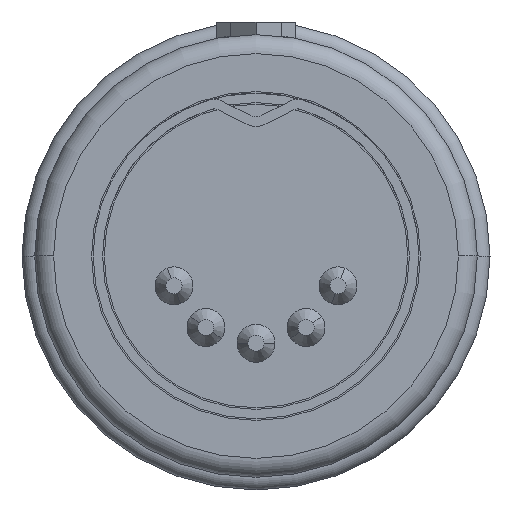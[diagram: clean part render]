
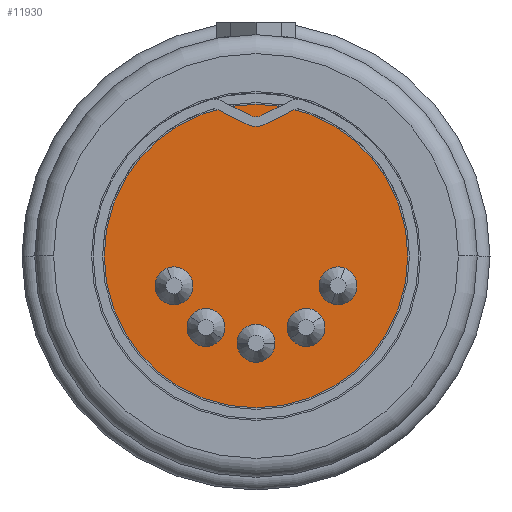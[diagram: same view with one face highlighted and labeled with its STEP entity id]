
A CAD part, front view. The second image highlights one B-rep face of the part: STEP entity #11930.
In plain terms, the highlighted face is planar.
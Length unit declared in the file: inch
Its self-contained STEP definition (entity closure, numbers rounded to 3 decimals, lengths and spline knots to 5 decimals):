
#1754 = AXIS2_PLACEMENT_3D ( 'NONE', #10236, #10232, #10238 ) ;
#2172 = EDGE_CURVE ( 'NONE', #3801, #3741, #4167, .T. ) ;
#2175 = EDGE_CURVE ( 'NONE', #3356, #3352, #4171, .T. ) ;
#2205 = EDGE_CURVE ( 'NONE', #3367, #3347, #4234, .T. ) ;
#2208 = EDGE_CURVE ( 'NONE', #3366, #3855, #4237, .T. ) ;
#2209 = EDGE_CURVE ( 'NONE', #3829, #3861, #4239, .T. ) ;
#2216 = EDGE_CURVE ( 'NONE', #3345, #3331, #4253, .T. ) ;
#2760 = CIRCLE ( 'NONE', #6479, 0.24 ) ;
#2762 = CIRCLE ( 'NONE', #6480, 0.03 ) ;
#2764 = CIRCLE ( 'NONE', #6482, 0.03 ) ;
#2765 = CIRCLE ( 'NONE', #6483, 0.03 ) ;
#2766 = CIRCLE ( 'NONE', #6484, 0.03 ) ;
#2770 = CIRCLE ( 'NONE', #6486, 0.03 ) ;
#3017 = DIRECTION ( 'NONE',  ( 0., 0.574, -0.819 ) ) ;
#3041 = CARTESIAN_POINT ( 'NONE',  ( 0.335, 0.11304, 0.07915 ) ) ;
#3042 = DIRECTION ( 'NONE',  ( 1., 0., 0. ) ) ;
#3064 = CARTESIAN_POINT ( 'NONE',  ( 0.335, 0.138, 0. ) ) ;
#3071 = CARTESIAN_POINT ( 'NONE',  ( 0.335, 0., 0. ) ) ;
#3075 = DIRECTION ( 'NONE',  ( 0., 0., -1. ) ) ;
#3078 = DIRECTION ( 'NONE',  ( 1., 0., 0. ) ) ;
#3083 = DIRECTION ( 'NONE',  ( 0., 0., -1. ) ) ;
#3091 = DIRECTION ( 'NONE',  ( 1., 0., 0. ) ) ;
#3138 = CARTESIAN_POINT ( 'NONE',  ( 0.335, 0.11304, -0.07915 ) ) ;
#3139 = DIRECTION ( 'NONE',  ( 0., -0.574, -0.819 ) ) ;
#3143 = DIRECTION ( 'NONE',  ( 1., 0., 0. ) ) ;
#3331 = VERTEX_POINT ( 'NONE', #11671 ) ;
#3345 = VERTEX_POINT ( 'NONE', #11706 ) ;
#3347 = VERTEX_POINT ( 'NONE', #11717 ) ;
#3352 = VERTEX_POINT ( 'NONE', #11734 ) ;
#3356 = VERTEX_POINT ( 'NONE', #11748 ) ;
#3366 = VERTEX_POINT ( 'NONE', #11767 ) ;
#3367 = VERTEX_POINT ( 'NONE', #11769 ) ;
#3741 = VERTEX_POINT ( 'NONE', #7379 ) ;
#3801 = VERTEX_POINT ( 'NONE', #7160 ) ;
#3829 = VERTEX_POINT ( 'NONE', #7117 ) ;
#3855 = VERTEX_POINT ( 'NONE', #7098 ) ;
#3861 = VERTEX_POINT ( 'NONE', #7097 ) ;
#4167 = CIRCLE ( 'NONE', #4946, 0.03 ) ;
#4171 = CIRCLE ( 'NONE', #4948, 0.03 ) ;
#4234 = CIRCLE ( 'NONE', #4971, 0.03 ) ;
#4237 = CIRCLE ( 'NONE', #4972, 0.24 ) ;
#4239 = CIRCLE ( 'NONE', #4974, 0.03 ) ;
#4253 = CIRCLE ( 'NONE', #4975, 0.03 ) ;
#4561 = EDGE_CURVE ( 'NONE', #3855, #3366, #2760, .T. ) ;
#4566 = EDGE_CURVE ( 'NONE', #3331, #3345, #2762, .T. ) ;
#4568 = EDGE_CURVE ( 'NONE', #3861, #3829, #2764, .T. ) ;
#4570 = EDGE_CURVE ( 'NONE', #3347, #3367, #2765, .T. ) ;
#4571 = EDGE_CURVE ( 'NONE', #3741, #3801, #2766, .T. ) ;
#4576 = EDGE_CURVE ( 'NONE', #3352, #3356, #2770, .T. ) ;
#4946 = AXIS2_PLACEMENT_3D ( 'NONE', #13525, #13520, #13521 ) ;
#4948 = AXIS2_PLACEMENT_3D ( 'NONE', #12776, #12783, #12796 ) ;
#4971 = AXIS2_PLACEMENT_3D ( 'NONE', #3041, #3042, #3017 ) ;
#4972 = AXIS2_PLACEMENT_3D ( 'NONE', #3071, #3078, #3083 ) ;
#4974 = AXIS2_PLACEMENT_3D ( 'NONE', #3064, #3091, #3075 ) ;
#4975 = AXIS2_PLACEMENT_3D ( 'NONE', #3138, #3143, #3139 ) ;
#6479 = AXIS2_PLACEMENT_3D ( 'NONE', #11143, #11145, #11149 ) ;
#6480 = AXIS2_PLACEMENT_3D ( 'NONE', #11081, #11088, #11089 ) ;
#6482 = AXIS2_PLACEMENT_3D ( 'NONE', #11096, #11097, #11098 ) ;
#6483 = AXIS2_PLACEMENT_3D ( 'NONE', #11103, #11104, #11108 ) ;
#6484 = AXIS2_PLACEMENT_3D ( 'NONE', #11087, #11086, #11085 ) ;
#6486 = AXIS2_PLACEMENT_3D ( 'NONE', #11369, #11368, #11367 ) ;
#7097 = CARTESIAN_POINT ( 'NONE',  ( 0.335, 0.138, 0.03 ) ) ;
#7098 = CARTESIAN_POINT ( 'NONE',  ( 0.335, 0., 0.24 ) ) ;
#7117 = CARTESIAN_POINT ( 'NONE',  ( 0.335, 0.138, -0.03 ) ) ;
#7160 = CARTESIAN_POINT ( 'NONE',  ( 0.335, 0.07539, 0.11942 ) ) ;
#7379 = CARTESIAN_POINT ( 'NONE',  ( 0.335, 0.01901, 0.13994 ) ) ;
#8307 = FACE_BOUND ( 'NONE', #8731, .T. ) ;
#8317 = FACE_BOUND ( 'NONE', #8721, .T. ) ;
#8319 = FACE_OUTER_BOUND ( 'NONE', #8698, .T. ) ;
#8322 = FACE_BOUND ( 'NONE', #8688, .T. ) ;
#8323 = FACE_BOUND ( 'NONE', #8712, .T. ) ;
#8324 = FACE_BOUND ( 'NONE', #8729, .T. ) ;
#8688 = EDGE_LOOP ( 'NONE', ( #13657, #13555 ) ) ;
#8698 = EDGE_LOOP ( 'NONE', ( #13586, #13576 ) ) ;
#8712 = EDGE_LOOP ( 'NONE', ( #13593, #13590 ) ) ;
#8721 = EDGE_LOOP ( 'NONE', ( #13552, #13566 ) ) ;
#8729 = EDGE_LOOP ( 'NONE', ( #13573, #13621 ) ) ;
#8731 = EDGE_LOOP ( 'NONE', ( #13599, #13592 ) ) ;
#10232 = DIRECTION ( 'NONE',  ( 1., 0., 0. ) ) ;
#10235 = PLANE ( 'NONE',  #1754 ) ;
#10236 = CARTESIAN_POINT ( 'NONE',  ( 0.335, 0., 0. ) ) ;
#10238 = DIRECTION ( 'NONE',  ( 0., 0., -1. ) ) ;
#11081 = CARTESIAN_POINT ( 'NONE',  ( 0.335, 0.11304, -0.07915 ) ) ;
#11085 = DIRECTION ( 'NONE',  ( 0., 0.94, -0.342 ) ) ;
#11086 = DIRECTION ( 'NONE',  ( 1., 0., 0. ) ) ;
#11087 = CARTESIAN_POINT ( 'NONE',  ( 0.335, 0.0472, 0.12968 ) ) ;
#11088 = DIRECTION ( 'NONE',  ( 1., 0., 0. ) ) ;
#11089 = DIRECTION ( 'NONE',  ( 0., -0.574, -0.819 ) ) ;
#11096 = CARTESIAN_POINT ( 'NONE',  ( 0.335, 0.138, 0. ) ) ;
#11097 = DIRECTION ( 'NONE',  ( 1., 0., 0. ) ) ;
#11098 = DIRECTION ( 'NONE',  ( 0., 0., -1. ) ) ;
#11103 = CARTESIAN_POINT ( 'NONE',  ( 0.335, 0.11304, 0.07915 ) ) ;
#11104 = DIRECTION ( 'NONE',  ( 1., 0., 0. ) ) ;
#11108 = DIRECTION ( 'NONE',  ( 0., 0.574, -0.819 ) ) ;
#11143 = CARTESIAN_POINT ( 'NONE',  ( 0.335, 0., 0. ) ) ;
#11145 = DIRECTION ( 'NONE',  ( 1., 0., 0. ) ) ;
#11149 = DIRECTION ( 'NONE',  ( 0., 0., -1. ) ) ;
#11367 = DIRECTION ( 'NONE',  ( 0., -0.94, -0.342 ) ) ;
#11368 = DIRECTION ( 'NONE',  ( 1., 0., 0. ) ) ;
#11369 = CARTESIAN_POINT ( 'NONE',  ( 0.335, 0.0472, -0.12968 ) ) ;
#11671 = CARTESIAN_POINT ( 'NONE',  ( 0.335, 0.13025, -0.05458 ) ) ;
#11706 = CARTESIAN_POINT ( 'NONE',  ( 0.335, 0.09584, -0.10373 ) ) ;
#11717 = CARTESIAN_POINT ( 'NONE',  ( 0.335, 0.09584, 0.10373 ) ) ;
#11734 = CARTESIAN_POINT ( 'NONE',  ( 0.335, 0.07539, -0.11942 ) ) ;
#11748 = CARTESIAN_POINT ( 'NONE',  ( 0.335, 0.01901, -0.13994 ) ) ;
#11767 = CARTESIAN_POINT ( 'NONE',  ( 0.335, 0., -0.24 ) ) ;
#11769 = CARTESIAN_POINT ( 'NONE',  ( 0.335, 0.13025, 0.05458 ) ) ;
#11930 = ADVANCED_FACE ( 'NONE', ( #8307, #8323, #8319, #8322, #8317, #8324 ), #10235, .T. ) ;
#12776 = CARTESIAN_POINT ( 'NONE',  ( 0.335, 0.0472, -0.12968 ) ) ;
#12783 = DIRECTION ( 'NONE',  ( 1., 0., 0. ) ) ;
#12796 = DIRECTION ( 'NONE',  ( 0., -0.94, -0.342 ) ) ;
#13520 = DIRECTION ( 'NONE',  ( 1., 0., 0. ) ) ;
#13521 = DIRECTION ( 'NONE',  ( 0., 0.94, -0.342 ) ) ;
#13525 = CARTESIAN_POINT ( 'NONE',  ( 0.335, 0.0472, 0.12968 ) ) ;
#13552 = ORIENTED_EDGE ( 'NONE', *, *, #4576, .F. ) ;
#13555 = ORIENTED_EDGE ( 'NONE', *, *, #2209, .F. ) ;
#13566 = ORIENTED_EDGE ( 'NONE', *, *, #2175, .F. ) ;
#13573 = ORIENTED_EDGE ( 'NONE', *, *, #4571, .F. ) ;
#13576 = ORIENTED_EDGE ( 'NONE', *, *, #2208, .T. ) ;
#13586 = ORIENTED_EDGE ( 'NONE', *, *, #4561, .T. ) ;
#13590 = ORIENTED_EDGE ( 'NONE', *, *, #2216, .F. ) ;
#13592 = ORIENTED_EDGE ( 'NONE', *, *, #2205, .F. ) ;
#13593 = ORIENTED_EDGE ( 'NONE', *, *, #4566, .F. ) ;
#13599 = ORIENTED_EDGE ( 'NONE', *, *, #4570, .F. ) ;
#13621 = ORIENTED_EDGE ( 'NONE', *, *, #2172, .F. ) ;
#13657 = ORIENTED_EDGE ( 'NONE', *, *, #4568, .F. ) ;
